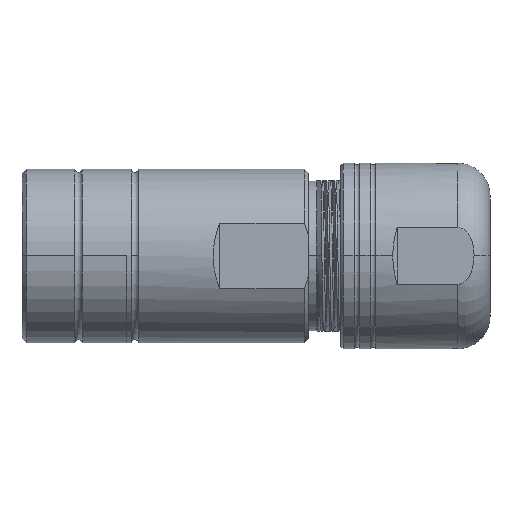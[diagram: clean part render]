
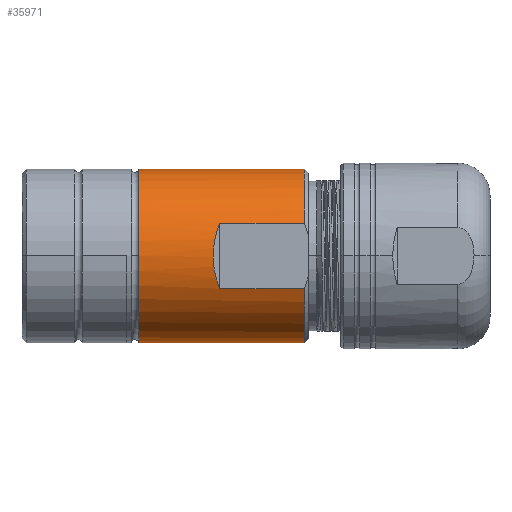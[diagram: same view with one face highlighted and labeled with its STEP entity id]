
A CAD part, top view. The second image highlights one B-rep face of the part: STEP entity #35971.
In plain terms, the highlighted cylindrical face has radius 10.75 mm (diameter 21.5 mm), a partial arc.
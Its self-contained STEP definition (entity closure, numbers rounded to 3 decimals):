
#9479=CARTESIAN_POINT('',(14.49,0.,0.));
#9480=DIRECTION('',(-1.,0.,0.));
#9481=DIRECTION('',(0.,-1.,0.));
#9482=AXIS2_PLACEMENT_3D('',#9479,#9480,#9481);
#9484=CARTESIAN_POINT('',(14.49,0.,0.));
#9485=DIRECTION('',(-1.,0.,0.));
#9486=DIRECTION('',(0.,0.,1.));
#9487=AXIS2_PLACEMENT_3D('',#9484,#9485,#9486);
#9489=DIRECTION('',(1.,0.,0.));
#9490=VECTOR('',#9489,20.51);
#9491=CARTESIAN_POINT('',(14.49,10.75,0.));
#9492=LINE('',#9491,#9490);
#9493=CARTESIAN_POINT('',(35.,0.,0.));
#9494=DIRECTION('',(1.,0.,0.));
#9495=DIRECTION('',(0.,1.,0.));
#9496=AXIS2_PLACEMENT_3D('',#9493,#9494,#9495);
#9498=CARTESIAN_POINT('',(35.,0.,0.));
#9499=DIRECTION('',(1.,0.,0.));
#9500=DIRECTION('',(0.,-0.379,0.926));
#9501=AXIS2_PLACEMENT_3D('',#9498,#9499,#9500);
#9503=DIRECTION('',(1.,0.,0.));
#9504=VECTOR('',#9503,20.51);
#9505=CARTESIAN_POINT('',(14.49,-10.75,0.));
#9506=LINE('',#9505,#9504);
#9640=CARTESIAN_POINT('',(35.,4.069,9.95));
#9642=CARTESIAN_POINT('',(35.,-4.069,9.95));
#9648=DIRECTION('',(-1.,0.,0.));
#9649=VECTOR('',#9648,10.5);
#9650=CARTESIAN_POINT('',(35.,-4.069,9.95));
#9651=LINE('',#9650,#9649);
#9652=DIRECTION('',(-1.,0.,0.));
#9653=VECTOR('',#9652,10.5);
#9654=CARTESIAN_POINT('',(35.,4.069,9.95));
#9655=LINE('',#9654,#9653);
#9656=CARTESIAN_POINT('',(24.5,-4.069,9.95));
#9657=CARTESIAN_POINT('',(24.223,-3.391,10.227));
#9658=CARTESIAN_POINT('',(23.827,-2.035,10.623));
#9659=CARTESIAN_POINT('',(23.636,0.,10.814));
#9660=CARTESIAN_POINT('',(23.827,2.035,10.623));
#9661=CARTESIAN_POINT('',(24.223,3.391,10.227));
#9662=CARTESIAN_POINT('',(24.5,4.069,9.95));
#14875=VERTEX_POINT('',#9656);
#14876=VERTEX_POINT('',#9662);
#14878=VERTEX_POINT('',#9640);
#14879=CARTESIAN_POINT('',(35.,10.75,0.));
#14880=VERTEX_POINT('',#14879);
#14885=CARTESIAN_POINT('',(35.,-10.75,0.));
#14886=VERTEX_POINT('',#14885);
#14887=VERTEX_POINT('',#9642);
#14919=CARTESIAN_POINT('',(14.49,0.,10.75));
#14920=VERTEX_POINT('',#14919);
#14937=CARTESIAN_POINT('',(14.49,-10.75,0.));
#14938=VERTEX_POINT('',#14937);
#14939=CARTESIAN_POINT('',(14.49,10.75,0.));
#14940=VERTEX_POINT('',#14939);
#35947=CARTESIAN_POINT('',(36.675,0.,0.));
#35948=DIRECTION('',(-1.,0.,0.));
#35949=DIRECTION('',(0.,1.,0.));
#35950=AXIS2_PLACEMENT_3D('',#35947,#35948,#35949);
#35951=CYLINDRICAL_SURFACE('',#35950,10.75);
#35953=ORIENTED_EDGE('',*,*,#35952,.T.);
#35955=ORIENTED_EDGE('',*,*,#35954,.T.);
#35957=ORIENTED_EDGE('',*,*,#35956,.T.);
#35958=ORIENTED_EDGE('',*,*,#35935,.T.);
#35960=ORIENTED_EDGE('',*,*,#35959,.T.);
#35962=ORIENTED_EDGE('',*,*,#35961,.F.);
#35964=ORIENTED_EDGE('',*,*,#35963,.F.);
#35966=ORIENTED_EDGE('',*,*,#35965,.T.);
#35968=ORIENTED_EDGE('',*,*,#35967,.F.);
#35969=EDGE_LOOP('',(#35953,#35955,#35957,#35958,#35960,#35962,#35964,#35966,
#35968));
#35970=FACE_OUTER_BOUND('',#35969,.F.);
#35971=ADVANCED_FACE('',(#35970),#35951,.T.);
#9483=CIRCLE('',#9482,10.75);
#9488=CIRCLE('',#9487,10.75);
#9497=CIRCLE('',#9496,10.75);
#9502=CIRCLE('',#9501,10.75);
#9663=B_SPLINE_CURVE_WITH_KNOTS('',3,(#9656,#9657,#9658,#9659,#9660,#9661,
#9662),.UNSPECIFIED.,.F.,.F.,(4,1,1,1,4),(0.,0.25,0.5,0.75,1.),
.UNSPECIFIED.);
#35935=EDGE_CURVE('',#14880,#14878,#9497,.T.);
#35952=EDGE_CURVE('',#14938,#14920,#9483,.T.);
#35954=EDGE_CURVE('',#14920,#14940,#9488,.T.);
#35956=EDGE_CURVE('',#14940,#14880,#9492,.T.);
#35959=EDGE_CURVE('',#14878,#14876,#9655,.T.);
#35961=EDGE_CURVE('',#14875,#14876,#9663,.T.);
#35963=EDGE_CURVE('',#14887,#14875,#9651,.T.);
#35965=EDGE_CURVE('',#14887,#14886,#9502,.T.);
#35967=EDGE_CURVE('',#14938,#14886,#9506,.T.);
